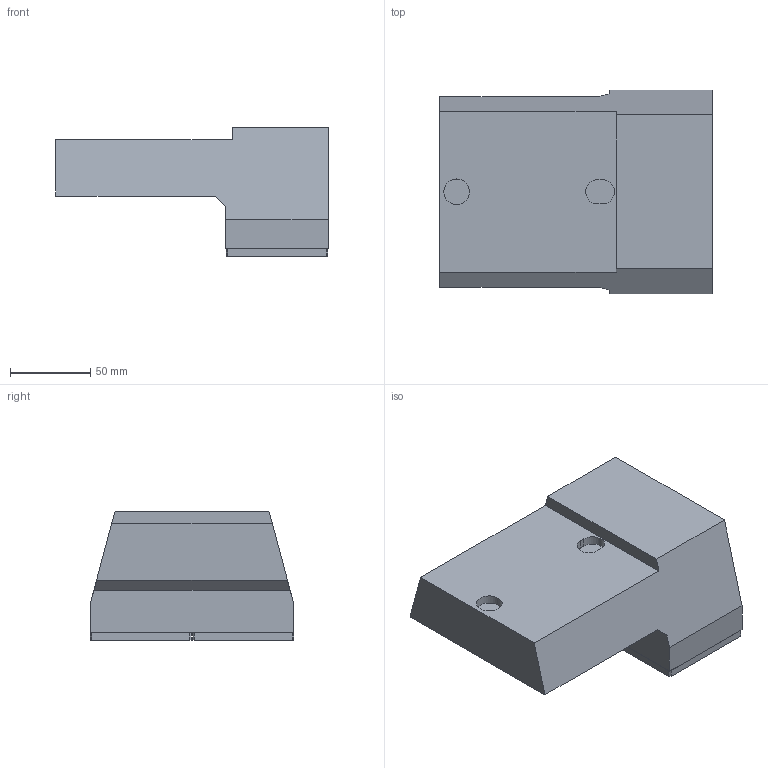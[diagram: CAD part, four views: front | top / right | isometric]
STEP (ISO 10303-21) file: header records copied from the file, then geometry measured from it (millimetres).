
FILE_DESCRIPTION(/* description */ (''),/* implementation_level */ '2;1');
FILE_NAME(/* name */ '1581915963295.stp',/* time_stamp */ '2020-02-17T10:36:13+05:00',/* author */ (''),/* organization */ ('SMS'),/* preprocessor_version */ 'ST-DEVELOPER v16.7',/* originating_system */ 'SIEMENS PLM Software NX 12.0',/* authorisation */ '');
FILE_SCHEMA (('AUTOMOTIVE_DESIGN { 1 0 10303 214 3 1 1 1 }'));
Length unit declared in the file: millimetre
Products named in the file (1): 200837237mod000_03
Bounding box: 170 x 127.1 x 81 mm (x, y, z)
Volume: 945958.2 mm3; surface area: 81730.1 mm2
Topology: 1 solids, 1 shells, 66 faces, 161 edges, 111 vertices
Faces by surface type: plane 45, cone 12, cylinder 9
Full cylindrical faces by diameter (mm): 3 x2, 16 x1, 39.2 x2, 50.013 x2
Entity records: 2067 total; most frequent: CARTESIAN_POINT 444, DIRECTION 331, ORIENTED_EDGE 302, EDGE_CURVE 151, AXIS2_PLACEMENT_3D 111, LINE 109, VECTOR 109, VERTEX_POINT 104
